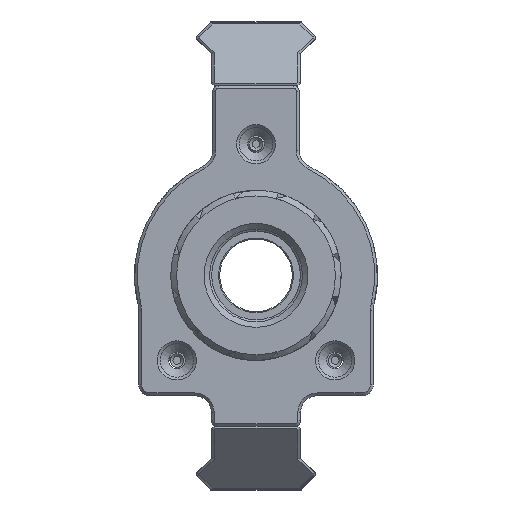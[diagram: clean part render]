
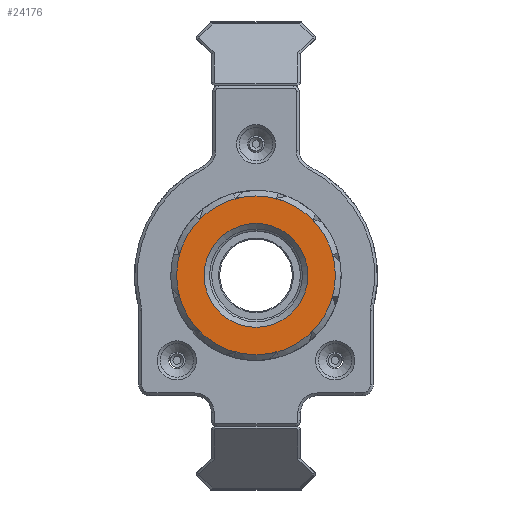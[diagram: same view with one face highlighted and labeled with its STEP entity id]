
A CAD part, front view. The second image highlights one B-rep face of the part: STEP entity #24176.
In plain terms, the highlighted planar face has unit normal (0, -1, 0).
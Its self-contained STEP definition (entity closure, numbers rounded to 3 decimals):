
#68=FACE_BOUND('',#8068,.T.);
#1233=PLANE('',#26153);
#6565=FACE_OUTER_BOUND('',#8067,.T.);
#8067=EDGE_LOOP('',(#17962));
#8068=EDGE_LOOP('',(#17963));
#9674=CIRCLE('',#26152,9.3);
#9675=CIRCLE('',#26154,14.224);
#10849=VERTEX_POINT('',#40737);
#10850=VERTEX_POINT('',#40741);
#13449=EDGE_CURVE('',#10849,#10849,#9674,.T.);
#13450=EDGE_CURVE('',#10850,#10850,#9675,.T.);
#17962=ORIENTED_EDGE('',*,*,#13450,.F.);
#17963=ORIENTED_EDGE('',*,*,#13449,.F.);
#24176=ADVANCED_FACE('',(#6565,#68),#1233,.F.);
#26152=AXIS2_PLACEMENT_3D('',#40739,#29615,#29616);
#26153=AXIS2_PLACEMENT_3D('',#40740,#29617,#29618);
#26154=AXIS2_PLACEMENT_3D('',#40742,#29619,#29620);
#29615=DIRECTION('center_axis',(0.,-1.,0.));
#29616=DIRECTION('ref_axis',(1.,0.,0.));
#29617=DIRECTION('center_axis',(0.,1.,0.));
#29618=DIRECTION('ref_axis',(1.,0.,0.));
#29619=DIRECTION('center_axis',(0.,1.,0.));
#29620=DIRECTION('ref_axis',(1.,0.,0.));
#40737=CARTESIAN_POINT('',(-9.3,-337.331,27.888));
#40739=CARTESIAN_POINT('Origin',(0.,-337.331,
27.888));
#40740=CARTESIAN_POINT('Origin',(0.,-337.331,
27.888));
#40741=CARTESIAN_POINT('',(-14.224,-337.331,27.888));
#40742=CARTESIAN_POINT('Origin',(0.,-337.331,
27.888));
